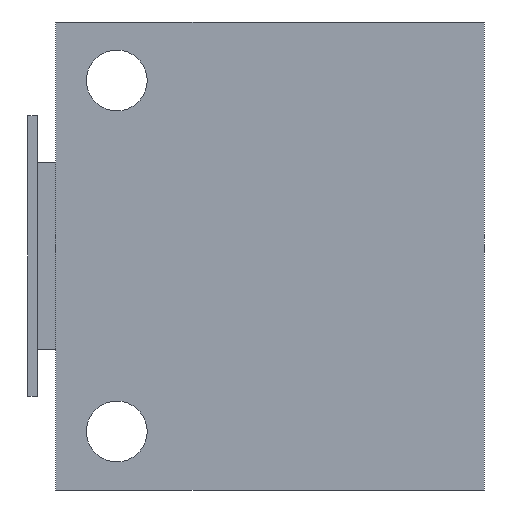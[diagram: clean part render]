
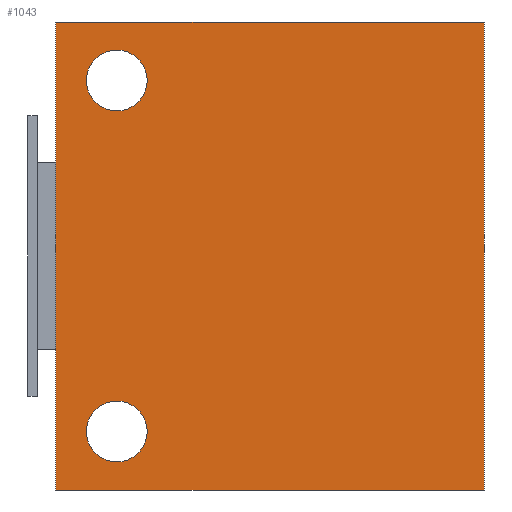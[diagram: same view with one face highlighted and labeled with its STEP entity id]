
A CAD part, front view. The second image highlights one B-rep face of the part: STEP entity #1043.
In plain terms, the highlighted planar face has unit normal (0, -1, 0).
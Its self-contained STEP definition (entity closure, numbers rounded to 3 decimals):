
#10 = DIRECTION ( 'NONE',  ( -1., 0., 0. ) ) ;
#36 = CARTESIAN_POINT ( 'NONE',  ( -32.75, -8., 37.5 ) ) ;
#58 = CIRCLE ( 'NONE', #1015, 6.5 ) ;
#88 = CARTESIAN_POINT ( 'NONE',  ( -32.75, -8., 44. ) ) ;
#117 = ORIENTED_EDGE ( 'NONE', *, *, #846, .T. ) ;
#123 = DIRECTION ( 'NONE',  ( 0., 0., -1. ) ) ;
#142 = ORIENTED_EDGE ( 'NONE', *, *, #1524, .T. ) ;
#152 = EDGE_CURVE ( 'NONE', #876, #1453, #58, .T. ) ;
#157 = AXIS2_PLACEMENT_3D ( 'NONE', #388, #640, #1510 ) ;
#169 = ORIENTED_EDGE ( 'NONE', *, *, #1682, .T. ) ;
#179 = CARTESIAN_POINT ( 'NONE',  ( -32.75, -8., 31. ) ) ;
#246 = VERTEX_POINT ( 'NONE', #841 ) ;
#249 = CIRCLE ( 'NONE', #157, 6.5 ) ;
#254 = EDGE_CURVE ( 'NONE', #874, #1718, #982, .T. ) ;
#267 = EDGE_LOOP ( 'NONE', ( #1661, #1368 ) ) ;
#278 = CARTESIAN_POINT ( 'NONE',  ( 45.75, -8., 50. ) ) ;
#323 = DIRECTION ( 'NONE',  ( 0., 1., 0. ) ) ;
#382 = DIRECTION ( 'NONE',  ( 0., 1., 0. ) ) ;
#388 = CARTESIAN_POINT ( 'NONE',  ( -32.75, -8., 37.5 ) ) ;
#404 = VECTOR ( 'NONE', #1125, 1000. ) ;
#451 = LINE ( 'NONE', #683, #1160 ) ;
#476 = ORIENTED_EDGE ( 'NONE', *, *, #1759, .T. ) ;
#516 = ORIENTED_EDGE ( 'NONE', *, *, #254, .T. ) ;
#555 = FACE_BOUND ( 'NONE', #1364, .T. ) ;
#578 = EDGE_CURVE ( 'NONE', #1453, #876, #1115, .T. ) ;
#640 = DIRECTION ( 'NONE',  ( 0., 1., 0. ) ) ;
#643 = CARTESIAN_POINT ( 'NONE',  ( 45.75, -8., -50. ) ) ;
#670 = DIRECTION ( 'NONE',  ( 0., -1., 0. ) ) ;
#683 = CARTESIAN_POINT ( 'NONE',  ( -45.75, -8., -50. ) ) ;
#737 = VERTEX_POINT ( 'NONE', #179 ) ;
#788 = ORIENTED_EDGE ( 'NONE', *, *, #1092, .T. ) ;
#813 = DIRECTION ( 'NONE',  ( 0., 0., 1. ) ) ;
#841 = CARTESIAN_POINT ( 'NONE',  ( -45.75, -8., 50. ) ) ;
#846 = EDGE_CURVE ( 'NONE', #1395, #737, #1017, .T. ) ;
#870 = CARTESIAN_POINT ( 'NONE',  ( -32.75, -8., -31. ) ) ;
#874 = VERTEX_POINT ( 'NONE', #1175 ) ;
#876 = VERTEX_POINT ( 'NONE', #870 ) ;
#946 = PLANE ( 'NONE',  #1631 ) ;
#961 = DIRECTION ( 'NONE',  ( 0., 0., 1. ) ) ;
#982 = LINE ( 'NONE', #1542, #404 ) ;
#1015 = AXIS2_PLACEMENT_3D ( 'NONE', #1389, #382, #961 ) ;
#1017 = CIRCLE ( 'NONE', #1140, 6.5 ) ;
#1043 = ADVANCED_FACE ( 'NONE', ( #1585, #1197, #555 ), #946, .T. ) ;
#1053 = VECTOR ( 'NONE', #10, 1000. ) ;
#1092 = EDGE_CURVE ( 'NONE', #1718, #1203, #1377, .T. ) ;
#1104 = DIRECTION ( 'NONE',  ( 0., 0., 1. ) ) ;
#1115 = CIRCLE ( 'NONE', #1724, 6.5 ) ;
#1120 = CARTESIAN_POINT ( 'NONE',  ( -32.75, -8., -37.5 ) ) ;
#1125 = DIRECTION ( 'NONE',  ( 1., 0., 0. ) ) ;
#1140 = AXIS2_PLACEMENT_3D ( 'NONE', #36, #323, #1611 ) ;
#1160 = VECTOR ( 'NONE', #1224, 1000. ) ;
#1175 = CARTESIAN_POINT ( 'NONE',  ( -45.75, -8., -50. ) ) ;
#1197 = FACE_BOUND ( 'NONE', #267, .T. ) ;
#1203 = VERTEX_POINT ( 'NONE', #1424 ) ;
#1224 = DIRECTION ( 'NONE',  ( 0., 0., -1. ) ) ;
#1358 = CARTESIAN_POINT ( 'NONE',  ( -32.75, -8., -44. ) ) ;
#1361 = CARTESIAN_POINT ( 'NONE',  ( 45.75, -8., -50. ) ) ;
#1364 = EDGE_LOOP ( 'NONE', ( #117, #476 ) ) ;
#1368 = ORIENTED_EDGE ( 'NONE', *, *, #578, .T. ) ;
#1377 = LINE ( 'NONE', #643, #1739 ) ;
#1389 = CARTESIAN_POINT ( 'NONE',  ( -32.75, -8., -37.5 ) ) ;
#1395 = VERTEX_POINT ( 'NONE', #88 ) ;
#1424 = CARTESIAN_POINT ( 'NONE',  ( 45.75, -8., 50. ) ) ;
#1453 = VERTEX_POINT ( 'NONE', #1358 ) ;
#1510 = DIRECTION ( 'NONE',  ( 0., 0., 1. ) ) ;
#1513 = CARTESIAN_POINT ( 'NONE',  ( 45.75, -8., -50. ) ) ;
#1524 = EDGE_CURVE ( 'NONE', #246, #874, #451, .T. ) ;
#1542 = CARTESIAN_POINT ( 'NONE',  ( 45.75, -8., -50. ) ) ;
#1585 = FACE_OUTER_BOUND ( 'NONE', #1750, .T. ) ;
#1611 = DIRECTION ( 'NONE',  ( 0., 0., 1. ) ) ;
#1622 = LINE ( 'NONE', #278, #1053 ) ;
#1631 = AXIS2_PLACEMENT_3D ( 'NONE', #1513, #670, #123 ) ;
#1661 = ORIENTED_EDGE ( 'NONE', *, *, #152, .T. ) ;
#1682 = EDGE_CURVE ( 'NONE', #1203, #246, #1622, .T. ) ;
#1705 = DIRECTION ( 'NONE',  ( 0., 1., 0. ) ) ;
#1718 = VERTEX_POINT ( 'NONE', #1361 ) ;
#1724 = AXIS2_PLACEMENT_3D ( 'NONE', #1120, #1705, #1104 ) ;
#1739 = VECTOR ( 'NONE', #813, 1000. ) ;
#1750 = EDGE_LOOP ( 'NONE', ( #142, #516, #788, #169 ) ) ;
#1759 = EDGE_CURVE ( 'NONE', #737, #1395, #249, .T. ) ;
